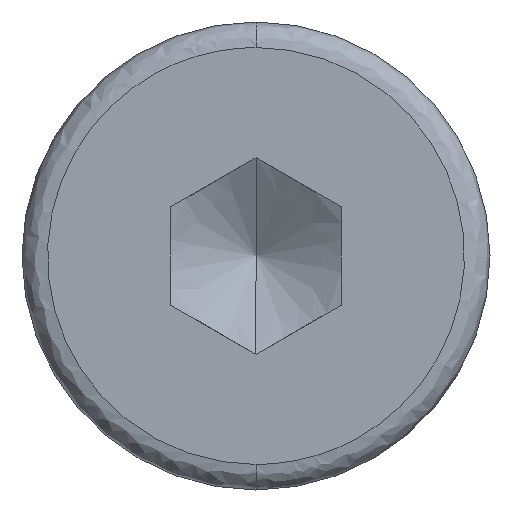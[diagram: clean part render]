
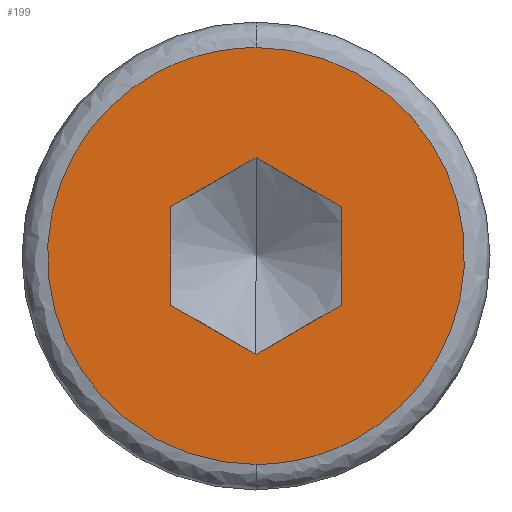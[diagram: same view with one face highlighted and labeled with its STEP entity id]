
A CAD part, left-side view. The second image highlights one B-rep face of the part: STEP entity #199.
In plain terms, the highlighted planar face has unit normal (-1, 0, 0).
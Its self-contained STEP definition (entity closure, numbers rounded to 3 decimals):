
#10 = CARTESIAN_POINT ( 'NONE',  ( -2., -1., 0. ) ) ;
#12 = VERTEX_POINT ( 'NONE', #181 ) ;
#15 = PLANE ( 'NONE',  #560 ) ;
#26 = VERTEX_POINT ( 'NONE', #136 ) ;
#30 = CARTESIAN_POINT ( 'NONE',  ( -2., 0., 1.155 ) ) ;
#40 = EDGE_CURVE ( 'NONE', #375, #498, #308, .T. ) ;
#42 = VECTOR ( 'NONE', #264, 1000. ) ;
#49 = LINE ( 'NONE', #557, #420 ) ;
#62 =( BOUNDED_CURVE ( )  B_SPLINE_CURVE ( 3, ( #276, #146, #138, #456 ),
 .UNSPECIFIED., .F., .T. ) 
 B_SPLINE_CURVE_WITH_KNOTS ( ( 4, 4 ),
 ( 0.75, 1.25 ),
 .UNSPECIFIED. ) 
 CURVE ( )  GEOMETRIC_REPRESENTATION_ITEM ( )  RATIONAL_B_SPLINE_CURVE ( ( 1., 0.333, 0.333, 1. ) ) 
 REPRESENTATION_ITEM ( '' )  );
#66 = VERTEX_POINT ( 'NONE', #405 ) ;
#89 = CARTESIAN_POINT ( 'NONE',  ( -2., -1., 0.577 ) ) ;
#100 = LINE ( 'NONE', #282, #239 ) ;
#104 = DIRECTION ( 'NONE',  ( 0., 0., 1. ) ) ;
#110 = LINE ( 'NONE', #10, #570 ) ;
#111 =( BOUNDED_CURVE ( )  B_SPLINE_CURVE ( 3, ( #567, #562, #472, #197 ),
 .UNSPECIFIED., .F., .F. ) 
 B_SPLINE_CURVE_WITH_KNOTS ( ( 4, 4 ),
 ( 0.25, 0.75 ),
 .UNSPECIFIED. ) 
 CURVE ( )  GEOMETRIC_REPRESENTATION_ITEM ( )  RATIONAL_B_SPLINE_CURVE ( ( 1., 0.333, 0.333, 1. ) ) 
 REPRESENTATION_ITEM ( '' )  );
#124 = ORIENTED_EDGE ( 'NONE', *, *, #552, .T. ) ;
#136 = CARTESIAN_POINT ( 'NONE',  ( -2., 1., -0.577 ) ) ;
#138 = CARTESIAN_POINT ( 'NONE',  ( -2., 4.9, 2.45 ) ) ;
#143 = CARTESIAN_POINT ( 'NONE',  ( -2., 1., 0.577 ) ) ;
#146 = CARTESIAN_POINT ( 'NONE',  ( -2., 4.9, -2.45 ) ) ;
#153 = LINE ( 'NONE', #297, #490 ) ;
#167 = VERTEX_POINT ( 'NONE', #143 ) ;
#173 = EDGE_CURVE ( 'NONE', #66, #196, #111, .T. ) ;
#181 = CARTESIAN_POINT ( 'NONE',  ( -2., 0., -1.155 ) ) ;
#186 = ORIENTED_EDGE ( 'NONE', *, *, #573, .T. ) ;
#187 = CARTESIAN_POINT ( 'NONE',  ( -2., 0., 1.155 ) ) ;
#195 = ORIENTED_EDGE ( 'NONE', *, *, #436, .T. ) ;
#196 = VERTEX_POINT ( 'NONE', #288 ) ;
#197 = CARTESIAN_POINT ( 'NONE',  ( -2., 0., -2.45 ) ) ;
#199 = ADVANCED_FACE ( 'NONE', ( #287, #446 ), #15, .T. ) ;
#239 = VECTOR ( 'NONE', #417, 1000. ) ;
#246 = ORIENTED_EDGE ( 'NONE', *, *, #173, .F. ) ;
#264 = DIRECTION ( 'NONE',  ( 0., -0.866, -0.5 ) ) ;
#268 = ORIENTED_EDGE ( 'NONE', *, *, #596, .T. ) ;
#276 = CARTESIAN_POINT ( 'NONE',  ( -2., 0., -2.45 ) ) ;
#282 = CARTESIAN_POINT ( 'NONE',  ( -2., 1., 0. ) ) ;
#287 = FACE_BOUND ( 'NONE', #301, .T. ) ;
#288 = CARTESIAN_POINT ( 'NONE',  ( -2., 0., -2.45 ) ) ;
#290 = ORIENTED_EDGE ( 'NONE', *, *, #40, .T. ) ;
#297 = CARTESIAN_POINT ( 'NONE',  ( -2., 1., 0.577 ) ) ;
#301 = EDGE_LOOP ( 'NONE', ( #195, #124, #186, #337, #290, #268 ) ) ;
#305 = CARTESIAN_POINT ( 'NONE',  ( -2., -1., -0.577 ) ) ;
#308 = LINE ( 'NONE', #187, #42 ) ;
#318 = EDGE_LOOP ( 'NONE', ( #497, #246 ) ) ;
#335 = DIRECTION ( 'NONE',  ( -1., 0., 0. ) ) ;
#337 = ORIENTED_EDGE ( 'NONE', *, *, #427, .T. ) ;
#347 = CARTESIAN_POINT ( 'NONE',  ( -2., -1., -0.577 ) ) ;
#375 = VERTEX_POINT ( 'NONE', #30 ) ;
#377 = CARTESIAN_POINT ( 'NONE',  ( -2., 1.952, 0. ) ) ;
#386 = VERTEX_POINT ( 'NONE', #347 ) ;
#405 = CARTESIAN_POINT ( 'NONE',  ( -2., 0., 2.45 ) ) ;
#417 = DIRECTION ( 'NONE',  ( 0., 0., 1. ) ) ;
#420 = VECTOR ( 'NONE', #546, 1000. ) ;
#427 = EDGE_CURVE ( 'NONE', #167, #375, #153, .T. ) ;
#436 = EDGE_CURVE ( 'NONE', #386, #12, #505, .T. ) ;
#442 = DIRECTION ( 'NONE',  ( 0., 0.866, -0.5 ) ) ;
#446 = FACE_OUTER_BOUND ( 'NONE', #318, .T. ) ;
#456 = CARTESIAN_POINT ( 'NONE',  ( -2., 0., 2.45 ) ) ;
#472 = CARTESIAN_POINT ( 'NONE',  ( -2., -4.9, -2.45 ) ) ;
#488 = EDGE_CURVE ( 'NONE', #196, #66, #62, .T. ) ;
#490 = VECTOR ( 'NONE', #575, 1000. ) ;
#497 = ORIENTED_EDGE ( 'NONE', *, *, #488, .F. ) ;
#498 = VERTEX_POINT ( 'NONE', #89 ) ;
#505 = LINE ( 'NONE', #305, #536 ) ;
#536 = VECTOR ( 'NONE', #442, 1000. ) ;
#546 = DIRECTION ( 'NONE',  ( 0., 0.866, 0.5 ) ) ;
#552 = EDGE_CURVE ( 'NONE', #12, #26, #49, .T. ) ;
#557 = CARTESIAN_POINT ( 'NONE',  ( -2., 0., -1.155 ) ) ;
#560 = AXIS2_PLACEMENT_3D ( 'NONE', #377, #335, #104 ) ;
#561 = DIRECTION ( 'NONE',  ( 0., 0., -1. ) ) ;
#562 = CARTESIAN_POINT ( 'NONE',  ( -2., -4.9, 2.45 ) ) ;
#567 = CARTESIAN_POINT ( 'NONE',  ( -2., 0., 2.45 ) ) ;
#570 = VECTOR ( 'NONE', #561, 1000. ) ;
#573 = EDGE_CURVE ( 'NONE', #26, #167, #100, .T. ) ;
#575 = DIRECTION ( 'NONE',  ( 0., -0.866, 0.5 ) ) ;
#596 = EDGE_CURVE ( 'NONE', #498, #386, #110, .T. ) ;
